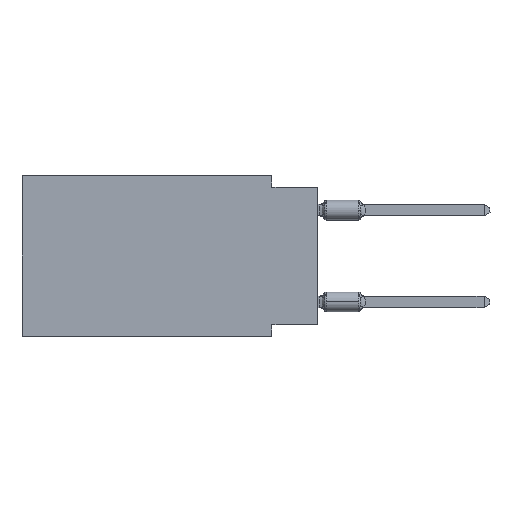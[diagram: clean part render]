
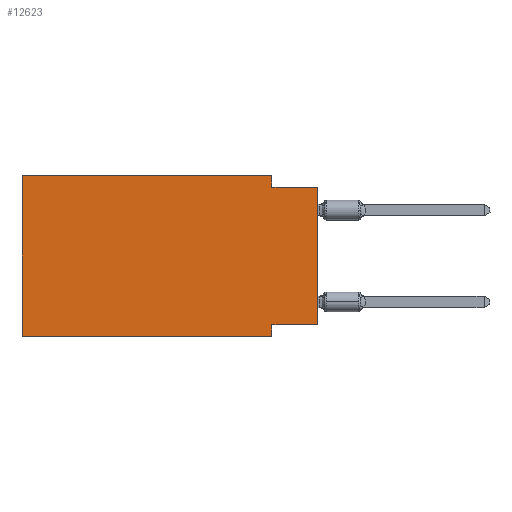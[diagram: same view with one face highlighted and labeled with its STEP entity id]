
A CAD part, left-side view. The second image highlights one B-rep face of the part: STEP entity #12623.
In plain terms, the highlighted planar face has unit normal (-1, 0, 0).
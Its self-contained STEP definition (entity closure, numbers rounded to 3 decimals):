
#29 = ORIENTED_EDGE ( 'NONE', *, *, #4295, .F. ) ;
#36 = EDGE_CURVE ( 'NONE', #2613, #10702, #253, .T. ) ;
#176 = ORIENTED_EDGE ( 'NONE', *, *, #5284, .T. ) ;
#253 = LINE ( 'NONE', #11708, #4406 ) ;
#380 = DIRECTION ( 'NONE',  ( 1., 0., 0. ) ) ;
#457 = EDGE_CURVE ( 'NONE', #2613, #11346, #4272, .T. ) ;
#511 = VERTEX_POINT ( 'NONE', #5263 ) ;
#581 = ORIENTED_EDGE ( 'NONE', *, *, #36, .T. ) ;
#675 = VERTEX_POINT ( 'NONE', #9061 ) ;
#723 = VERTEX_POINT ( 'NONE', #10016 ) ;
#1752 = CARTESIAN_POINT ( 'NONE',  ( 0., 2.54, 0. ) ) ;
#1821 = DIRECTION ( 'NONE',  ( 0., -1., 0. ) ) ;
#2350 = VERTEX_POINT ( 'NONE', #4307 ) ;
#2410 = DIRECTION ( 'NONE',  ( 0., 0., 1. ) ) ;
#2499 = VECTOR ( 'NONE', #2410, 1000. ) ;
#2613 = VERTEX_POINT ( 'NONE', #8047 ) ;
#2768 = LINE ( 'NONE', #6918, #10427 ) ;
#2773 = LINE ( 'NONE', #7955, #8657 ) ;
#3507 = DIRECTION ( 'NONE',  ( 0., 0., -1. ) ) ;
#4272 = LINE ( 'NONE', #5356, #9827 ) ;
#4295 = EDGE_CURVE ( 'NONE', #10918, #10702, #12840, .T. ) ;
#4307 = CARTESIAN_POINT ( 'NONE',  ( 0., 0., -8.255 ) ) ;
#4357 = DIRECTION ( 'NONE',  ( 0., -1., 0. ) ) ;
#4406 = VECTOR ( 'NONE', #4357, 1000. ) ;
#4618 = FACE_OUTER_BOUND ( 'NONE', #11673, .T. ) ;
#4823 = CARTESIAN_POINT ( 'NONE',  ( 0., 2.54, -8.255 ) ) ;
#5076 = ORIENTED_EDGE ( 'NONE', *, *, #12095, .F. ) ;
#5182 = VECTOR ( 'NONE', #11203, 1000. ) ;
#5263 = CARTESIAN_POINT ( 'NONE',  ( 0., 2.54, 0. ) ) ;
#5284 = EDGE_CURVE ( 'NONE', #2350, #723, #7584, .T. ) ;
#5356 = CARTESIAN_POINT ( 'NONE',  ( 0., 16.383, 0. ) ) ;
#6387 = DIRECTION ( 'NONE',  ( 0., 0., -1. ) ) ;
#6389 = CARTESIAN_POINT ( 'NONE',  ( 0., 2.54, -8.89 ) ) ;
#6882 = EDGE_CURVE ( 'NONE', #11346, #511, #2768, .T. ) ;
#6918 = CARTESIAN_POINT ( 'NONE',  ( 0., 16.383, 0. ) ) ;
#6920 = DIRECTION ( 'NONE',  ( 0., 0., -1. ) ) ;
#7190 = VECTOR ( 'NONE', #3507, 1000. ) ;
#7584 = LINE ( 'NONE', #11746, #2499 ) ;
#7955 = CARTESIAN_POINT ( 'NONE',  ( 0., 0., -0.635 ) ) ;
#8047 = CARTESIAN_POINT ( 'NONE',  ( 0., 16.383, -8.89 ) ) ;
#8065 = LINE ( 'NONE', #12355, #5182 ) ;
#8657 = VECTOR ( 'NONE', #1821, 1000. ) ;
#8947 = CARTESIAN_POINT ( 'NONE',  ( 0., 2.54, -8.89 ) ) ;
#9061 = CARTESIAN_POINT ( 'NONE',  ( 0., 2.54, -0.635 ) ) ;
#9512 = DIRECTION ( 'NONE',  ( 0., 0., 1. ) ) ;
#9730 = PLANE ( 'NONE',  #9966 ) ;
#9827 = VECTOR ( 'NONE', #9512, 1000. ) ;
#9966 = AXIS2_PLACEMENT_3D ( 'NONE', #12799, #380, #6387 ) ;
#10016 = CARTESIAN_POINT ( 'NONE',  ( 0., 0., -0.635 ) ) ;
#10216 = ORIENTED_EDGE ( 'NONE', *, *, #11677, .F. ) ;
#10365 = CARTESIAN_POINT ( 'NONE',  ( 0., 16.383, 0. ) ) ;
#10427 = VECTOR ( 'NONE', #11076, 1000. ) ;
#10505 = ORIENTED_EDGE ( 'NONE', *, *, #6882, .F. ) ;
#10702 = VERTEX_POINT ( 'NONE', #6389 ) ;
#10918 = VERTEX_POINT ( 'NONE', #4823 ) ;
#11076 = DIRECTION ( 'NONE',  ( 0., -1., 0. ) ) ;
#11203 = DIRECTION ( 'NONE',  ( 0., 1., 0. ) ) ;
#11346 = VERTEX_POINT ( 'NONE', #10365 ) ;
#11673 = EDGE_LOOP ( 'NONE', ( #176, #12921, #10216, #10505, #11721, #581, #29, #5076 ) ) ;
#11677 = EDGE_CURVE ( 'NONE', #511, #675, #12118, .T. ) ;
#11708 = CARTESIAN_POINT ( 'NONE',  ( 0., 16.383, -8.89 ) ) ;
#11721 = ORIENTED_EDGE ( 'NONE', *, *, #457, .F. ) ;
#11724 = VECTOR ( 'NONE', #6920, 1000. ) ;
#11746 = CARTESIAN_POINT ( 'NONE',  ( 0., 0., 0. ) ) ;
#12095 = EDGE_CURVE ( 'NONE', #2350, #10918, #8065, .T. ) ;
#12118 = LINE ( 'NONE', #1752, #11724 ) ;
#12355 = CARTESIAN_POINT ( 'NONE',  ( 0., 0., -8.255 ) ) ;
#12623 = ADVANCED_FACE ( 'NONE', ( #4618 ), #9730, .F. ) ;
#12701 = EDGE_CURVE ( 'NONE', #675, #723, #2773, .T. ) ;
#12799 = CARTESIAN_POINT ( 'NONE',  ( 0., 16.383, 0. ) ) ;
#12840 = LINE ( 'NONE', #8947, #7190 ) ;
#12921 = ORIENTED_EDGE ( 'NONE', *, *, #12701, .F. ) ;
